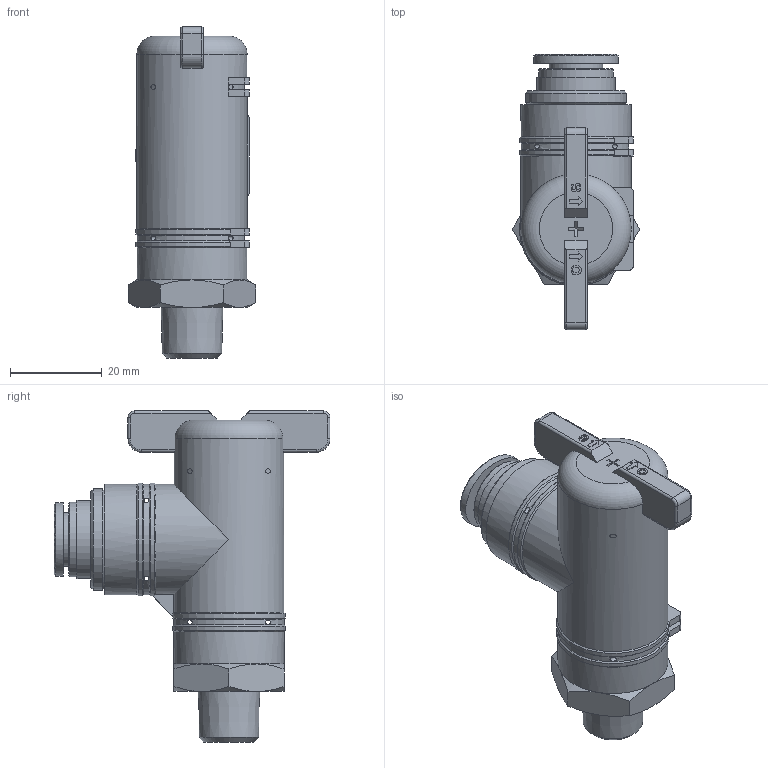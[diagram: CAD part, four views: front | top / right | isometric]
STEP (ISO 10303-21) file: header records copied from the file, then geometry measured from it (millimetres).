
FILE_DESCRIPTION(/* description */ ('Unknown'),/* implementation_level */ '2;1');
FILE_NAME(/* name */ 'P33.10.1;4',/* time_stamp */ '2021-06-08T08:30:33-04:00',/* author */ ('Unknown'),/* organization */ ('Unknown'),/* preprocessor_version */ 'ST-DEVELOPER v16.7',/* originating_system */ 'Solid Edge',/* authorisation */ 'Unknown');
FILE_SCHEMA (('AUTOMOTIVE_DESIGN {1 0 10303 214 3 1 1}'));
Length unit declared in the file: millimetre
Products named in the file (1): P33.10.1;4
Bounding box: 27.71 x 60.1 x 72.3 mm (x, y, z)
Volume: 22871.4 mm3; surface area: 14866.9 mm2
Topology: 1 solids, 2 shells, 715 faces, 1992 edges, 1306 vertices
Faces by surface type: plane 604, cylinder 63, cone 32, torus 10, bspline 6
Full cylindrical faces by diameter (mm): 1 x10, 2.693 x1, 3 x1, 10.2 x1, 11.7 x1, 16.3 x1, 17 x1, 20 x1, 22 x1, 24 x4
Entity records: 27765 total; most frequent: CARTESIAN_POINT 4665, ORIENTED_EDGE 3894, DIRECTION 3462, EDGE_CURVE 1947, LINE 1696, VECTOR 1696, VERTEX_POINT 1296, AXIS2_PLACEMENT_3D 883
